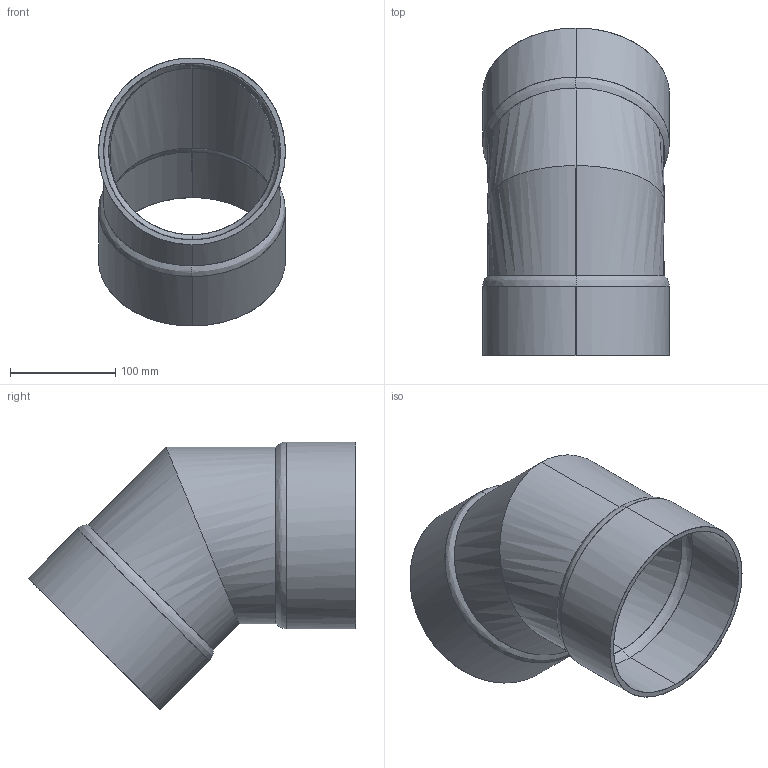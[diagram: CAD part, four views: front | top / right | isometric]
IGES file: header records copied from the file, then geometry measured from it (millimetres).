
Start section: SolidWorks IGES file using NURBS representation for surfaces
Global section: file name: PVCED06.IGS; native system: SolidWorks 2022; preprocessor: SolidWorks 2022; author: Cullen; date: 230414.113511; units: inch
Bounding box: 177.8 x 312.12 x 255.1 mm (x, y, z)
Surface area: 316821.3 mm2 (no closed solid volume)
Topology: 0 solids, 0 shells, 26 faces, 668 edges, 720 vertices
Faces by surface type: bspline 26
